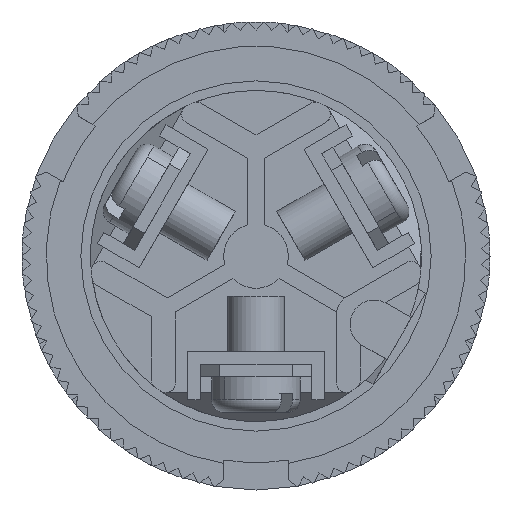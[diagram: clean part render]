
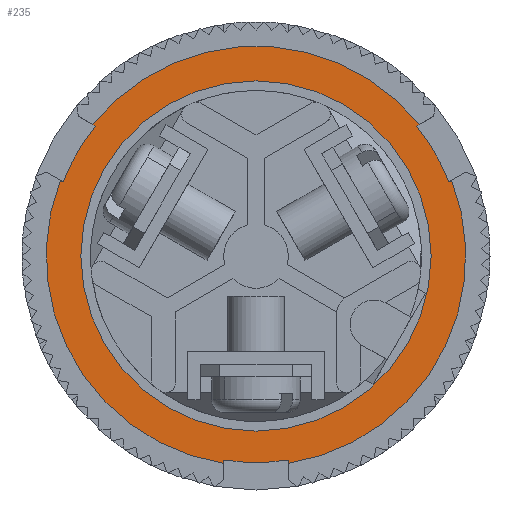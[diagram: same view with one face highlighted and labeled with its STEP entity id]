
A CAD part, front view. The second image highlights one B-rep face of the part: STEP entity #235.
In plain terms, the highlighted planar face has unit normal (0, -1, 0).
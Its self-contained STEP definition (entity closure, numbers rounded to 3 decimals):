
#14 = DIRECTION ( 'NONE',  ( 0., 0., -1. ) ) ;
#47 = DIRECTION ( 'NONE',  ( 0., -1., 0. ) ) ;
#69 = EDGE_CURVE ( 'NONE', #5027, #2720, #12950, .T. ) ;
#120 = CARTESIAN_POINT ( 'NONE',  ( 0., 34.2, 0. ) ) ;
#226 = PLANE ( 'NONE',  #4112 ) ;
#235 = ADVANCED_FACE ( 'NONE', ( #13332, #16091 ), #226, .T. ) ;
#493 = VERTEX_POINT ( 'NONE', #2232 ) ;
#587 = CIRCLE ( 'NONE', #11558, 10.85 ) ;
#1003 = CIRCLE ( 'NONE', #11524, 10.85 ) ;
#1246 = CARTESIAN_POINT ( 'NONE',  ( -2., 34.2, -12.643 ) ) ;
#1292 = VECTOR ( 'NONE', #9463, 1000. ) ;
#1465 = CARTESIAN_POINT ( 'NONE',  ( 2., 34.2, -12.643 ) ) ;
#2198 = VECTOR ( 'NONE', #5403, 1000. ) ;
#2232 = CARTESIAN_POINT ( 'NONE',  ( 2., 34.2, -12.845 ) ) ;
#2253 = ORIENTED_EDGE ( 'NONE', *, *, #4452, .T. ) ;
#2336 = CIRCLE ( 'NONE', #14377, 12.8 ) ;
#2402 = EDGE_CURVE ( 'NONE', #15303, #493, #15363, .T. ) ;
#2404 = DIRECTION ( 'NONE',  ( 0., -1., 0. ) ) ;
#2720 = VERTEX_POINT ( 'NONE', #5103 ) ;
#2936 = VECTOR ( 'NONE', #4127, 1000. ) ;
#3050 = ORIENTED_EDGE ( 'NONE', *, *, #69, .T. ) ;
#3064 = CARTESIAN_POINT ( 'NONE',  ( 12.124, 34.2, 4.691 ) ) ;
#3113 = CARTESIAN_POINT ( 'NONE',  ( -11.437, 34.2, 8.913 ) ) ;
#3324 = CARTESIAN_POINT ( 'NONE',  ( 11.949, 34.2, 4.589 ) ) ;
#3413 = DIRECTION ( 'NONE',  ( 0., -1., 0. ) ) ;
#3462 = CARTESIAN_POINT ( 'NONE',  ( 0., 34.2, 0. ) ) ;
#3804 = EDGE_CURVE ( 'NONE', #493, #9322, #15319, .T. ) ;
#3929 = CARTESIAN_POINT ( 'NONE',  ( -11.949, 34.2, 4.589 ) ) ;
#4077 = CARTESIAN_POINT ( 'NONE',  ( 0., 34.2, 0. ) ) ;
#4112 = AXIS2_PLACEMENT_3D ( 'NONE', #120, #47, #14 ) ;
#4127 = DIRECTION ( 'NONE',  ( -0.866, 0., 0.5 ) ) ;
#4129 = DIRECTION ( 'NONE',  ( 0., 0., -1. ) ) ;
#4194 = CARTESIAN_POINT ( 'NONE',  ( -11.949, 34.2, 4.589 ) ) ;
#4199 = ORIENTED_EDGE ( 'NONE', *, *, #7515, .F. ) ;
#4259 = DIRECTION ( 'NONE',  ( 0., -1., 0. ) ) ;
#4375 = CARTESIAN_POINT ( 'NONE',  ( 0., 34.2, 0. ) ) ;
#4452 = EDGE_CURVE ( 'NONE', #8069, #5027, #2336, .T. ) ;
#4546 = CARTESIAN_POINT ( 'NONE',  ( 2., 34.2, -12.643 ) ) ;
#4708 = EDGE_CURVE ( 'NONE', #8710, #15303, #6835, .T. ) ;
#4712 = LINE ( 'NONE', #15185, #11360 ) ;
#4721 = DIRECTION ( 'NONE',  ( 0., -1., 0. ) ) ;
#4730 = ORIENTED_EDGE ( 'NONE', *, *, #2402, .T. ) ;
#4773 = DIRECTION ( 'NONE',  ( 0., 0., -1. ) ) ;
#5027 = VERTEX_POINT ( 'NONE', #3929 ) ;
#5093 = EDGE_CURVE ( 'NONE', #9322, #13819, #8269, .T. ) ;
#5103 = CARTESIAN_POINT ( 'NONE',  ( -12.124, 34.2, 4.691 ) ) ;
#5239 = ORIENTED_EDGE ( 'NONE', *, *, #6425, .T. ) ;
#5340 = ORIENTED_EDGE ( 'NONE', *, *, #4708, .T. ) ;
#5403 = DIRECTION ( 'NONE',  ( 0., 0., -1. ) ) ;
#5407 = DIRECTION ( 'NONE',  ( 0., 0., -1. ) ) ;
#5833 = EDGE_CURVE ( 'NONE', #2720, #8515, #8025, .T. ) ;
#5915 = CARTESIAN_POINT ( 'NONE',  ( 0., 34.2, 0. ) ) ;
#6139 = EDGE_CURVE ( 'NONE', #8515, #8710, #4712, .T. ) ;
#6425 = EDGE_CURVE ( 'NONE', #7495, #11003, #14497, .T. ) ;
#6496 = CIRCLE ( 'NONE', #11305, 13. ) ;
#6718 = CARTESIAN_POINT ( 'NONE',  ( 0., 34.2, 0. ) ) ;
#6835 = CIRCLE ( 'NONE', #14101, 12.8 ) ;
#6922 = EDGE_CURVE ( 'NONE', #9973, #8069, #11114, .T. ) ;
#7176 = VECTOR ( 'NONE', #15862, 1000. ) ;
#7245 = DIRECTION ( 'NONE',  ( 0., 0., -1. ) ) ;
#7348 = CARTESIAN_POINT ( 'NONE',  ( -2., 34.2, -12.845 ) ) ;
#7495 = VERTEX_POINT ( 'NONE', #14828 ) ;
#7515 = EDGE_CURVE ( 'NONE', #16320, #10302, #587, .T. ) ;
#7545 = EDGE_CURVE ( 'NONE', #10302, #16320, #1003, .T. ) ;
#7739 = EDGE_CURVE ( 'NONE', #11003, #9973, #6496, .T. ) ;
#8025 = CIRCLE ( 'NONE', #13064, 13. ) ;
#8039 = DIRECTION ( 'NONE',  ( 0., 0., -1. ) ) ;
#8069 = VERTEX_POINT ( 'NONE', #15016 ) ;
#8269 = LINE ( 'NONE', #10837, #1292 ) ;
#8515 = VERTEX_POINT ( 'NONE', #7348 ) ;
#8710 = VERTEX_POINT ( 'NONE', #1246 ) ;
#9322 = VERTEX_POINT ( 'NONE', #3064 ) ;
#9463 = DIRECTION ( 'NONE',  ( -0.866, 0., -0.5 ) ) ;
#9486 = AXIS2_PLACEMENT_3D ( 'NONE', #5915, #14790, #7245 ) ;
#9767 = CARTESIAN_POINT ( 'NONE',  ( 0., 34.2, 10.85 ) ) ;
#9813 = ORIENTED_EDGE ( 'NONE', *, *, #5093, .T. ) ;
#9821 = EDGE_CURVE ( 'NONE', #13819, #7495, #10025, .T. ) ;
#9973 = VERTEX_POINT ( 'NONE', #11623 ) ;
#9983 = CARTESIAN_POINT ( 'NONE',  ( 10.124, 34.2, 8.155 ) ) ;
#10025 = CIRCLE ( 'NONE', #9486, 12.8 ) ;
#10302 = VERTEX_POINT ( 'NONE', #9767 ) ;
#10329 = CARTESIAN_POINT ( 'NONE',  ( 0., 34.2, 0. ) ) ;
#10837 = CARTESIAN_POINT ( 'NONE',  ( 13.437, 34.2, 5.449 ) ) ;
#11003 = VERTEX_POINT ( 'NONE', #9983 ) ;
#11114 = LINE ( 'NONE', #3113, #7176 ) ;
#11305 = AXIS2_PLACEMENT_3D ( 'NONE', #4077, #13172, #5407 ) ;
#11346 = CARTESIAN_POINT ( 'NONE',  ( 0., 34.2, 0. ) ) ;
#11347 = VECTOR ( 'NONE', #15450, 1000. ) ;
#11360 = VECTOR ( 'NONE', #16347, 1000. ) ;
#11363 = ORIENTED_EDGE ( 'NONE', *, *, #5833, .T. ) ;
#11524 = AXIS2_PLACEMENT_3D ( 'NONE', #3462, #12638, #4773 ) ;
#11558 = AXIS2_PLACEMENT_3D ( 'NONE', #11346, #3413, #12584 ) ;
#11623 = CARTESIAN_POINT ( 'NONE',  ( -10.124, 34.2, 8.155 ) ) ;
#11645 = DIRECTION ( 'NONE',  ( 0., 0., -1. ) ) ;
#11926 = ORIENTED_EDGE ( 'NONE', *, *, #6922, .T. ) ;
#12581 = CARTESIAN_POINT ( 'NONE',  ( 0., 34.2, 0. ) ) ;
#12584 = DIRECTION ( 'NONE',  ( 0., 0., -1. ) ) ;
#12638 = DIRECTION ( 'NONE',  ( 0., -1., 0. ) ) ;
#12896 = CARTESIAN_POINT ( 'NONE',  ( 0., 34.2, -10.85 ) ) ;
#12950 = LINE ( 'NONE', #4194, #2936 ) ;
#13057 = EDGE_LOOP ( 'NONE', ( #9813, #13897, #5239, #13597, #11926, #2253, #3050, #11363, #16345, #5340, #4730, #16358 ) ) ;
#13064 = AXIS2_PLACEMENT_3D ( 'NONE', #6718, #15492, #8039 ) ;
#13074 = EDGE_LOOP ( 'NONE', ( #4199, #14806 ) ) ;
#13102 = CARTESIAN_POINT ( 'NONE',  ( 9.949, 34.2, 8.053 ) ) ;
#13172 = DIRECTION ( 'NONE',  ( 0., -1., 0. ) ) ;
#13332 = FACE_BOUND ( 'NONE', #13074, .T. ) ;
#13597 = ORIENTED_EDGE ( 'NONE', *, *, #7739, .T. ) ;
#13755 = DIRECTION ( 'NONE',  ( 0., 0., -1. ) ) ;
#13819 = VERTEX_POINT ( 'NONE', #3324 ) ;
#13897 = ORIENTED_EDGE ( 'NONE', *, *, #9821, .T. ) ;
#14101 = AXIS2_PLACEMENT_3D ( 'NONE', #10329, #2404, #11645 ) ;
#14377 = AXIS2_PLACEMENT_3D ( 'NONE', #12581, #4721, #13755 ) ;
#14497 = LINE ( 'NONE', #13102, #11347 ) ;
#14790 = DIRECTION ( 'NONE',  ( 0., -1., 0. ) ) ;
#14806 = ORIENTED_EDGE ( 'NONE', *, *, #7545, .F. ) ;
#14828 = CARTESIAN_POINT ( 'NONE',  ( 9.949, 34.2, 8.053 ) ) ;
#14993 = AXIS2_PLACEMENT_3D ( 'NONE', #4375, #4259, #4129 ) ;
#15016 = CARTESIAN_POINT ( 'NONE',  ( -9.949, 34.2, 8.053 ) ) ;
#15185 = CARTESIAN_POINT ( 'NONE',  ( -2., 34.2, -14.361 ) ) ;
#15303 = VERTEX_POINT ( 'NONE', #1465 ) ;
#15319 = CIRCLE ( 'NONE', #14993, 13. ) ;
#15363 = LINE ( 'NONE', #4546, #2198 ) ;
#15450 = DIRECTION ( 'NONE',  ( 0.866, 0., 0.5 ) ) ;
#15492 = DIRECTION ( 'NONE',  ( 0., -1., 0. ) ) ;
#15862 = DIRECTION ( 'NONE',  ( 0.866, 0., -0.5 ) ) ;
#16091 = FACE_OUTER_BOUND ( 'NONE', #13057, .T. ) ;
#16320 = VERTEX_POINT ( 'NONE', #12896 ) ;
#16345 = ORIENTED_EDGE ( 'NONE', *, *, #6139, .T. ) ;
#16347 = DIRECTION ( 'NONE',  ( 0., 0., 1. ) ) ;
#16358 = ORIENTED_EDGE ( 'NONE', *, *, #3804, .T. ) ;
